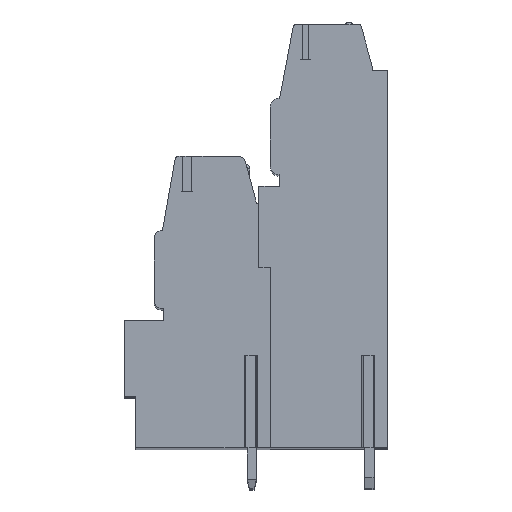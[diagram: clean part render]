
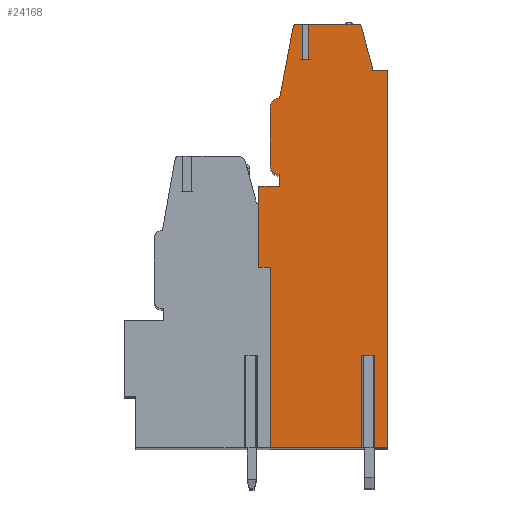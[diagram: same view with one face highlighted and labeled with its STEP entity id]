
A CAD part, top view. The second image highlights one B-rep face of the part: STEP entity #24168.
In plain terms, the highlighted planar face has unit normal (0, 0, 1).
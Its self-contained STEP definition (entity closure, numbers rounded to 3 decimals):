
#13=DIRECTION('',(0.,1.,0.));
#14=VECTOR('',#13,15.6);
#15=CARTESIAN_POINT('',(1.,-19.1,83.82));
#16=LINE('',#15,#14);
#17=DIRECTION('',(1.,0.,0.));
#18=VECTOR('',#17,1.);
#19=CARTESIAN_POINT('',(0.,-3.5,83.82));
#20=LINE('',#19,#18);
#21=DIRECTION('',(-1.,0.,0.));
#22=VECTOR('',#21,1.8);
#23=CARTESIAN_POINT('',(1.8,3.5,83.82));
#24=LINE('',#23,#22);
#25=DIRECTION('',(0.,-1.,0.));
#26=VECTOR('',#25,1.);
#27=CARTESIAN_POINT('',(1.8,4.5,83.82));
#28=LINE('',#27,#26);
#29=CARTESIAN_POINT('',(1.8,5.3,83.82));
#30=DIRECTION('',(0.,0.,1.));
#31=DIRECTION('',(-1.,0.,0.));
#32=AXIS2_PLACEMENT_3D('',#29,#30,#31);
#34=DIRECTION('',(0.,-1.,0.));
#35=VECTOR('',#34,5.);
#36=CARTESIAN_POINT('',(1.,10.3,83.82));
#37=LINE('',#36,#35);
#38=CARTESIAN_POINT('',(1.8,10.3,83.82));
#39=DIRECTION('',(0.,0.,1.));
#40=DIRECTION('',(0.,1.,0.));
#41=AXIS2_PLACEMENT_3D('',#38,#39,#40);
#43=DIRECTION('',(-0.186,-0.983,0.));
#44=VECTOR('',#43,6.265);
#45=CARTESIAN_POINT('',(2.964,17.256,83.82));
#46=LINE('',#45,#44);
#47=CARTESIAN_POINT('',(3.259,17.2,83.82));
#48=DIRECTION('',(0.,0.,1.));
#49=DIRECTION('',(0.,1.,0.));
#50=AXIS2_PLACEMENT_3D('',#47,#48,#49);
#52=DIRECTION('',(-1.,0.,0.));
#53=VECTOR('',#52,0.551);
#54=CARTESIAN_POINT('',(3.81,17.5,83.82));
#55=LINE('',#54,#53);
#56=DIRECTION('',(0.,-1.,0.));
#57=VECTOR('',#56,3.05);
#58=CARTESIAN_POINT('',(3.81,17.5,83.82));
#59=LINE('',#58,#57);
#60=DIRECTION('',(1.,0.,0.));
#61=VECTOR('',#60,0.5);
#62=CARTESIAN_POINT('',(3.81,14.45,83.82));
#63=LINE('',#62,#61);
#64=DIRECTION('',(0.,-1.,0.));
#65=VECTOR('',#64,3.05);
#66=CARTESIAN_POINT('',(4.31,17.5,83.82));
#67=LINE('',#66,#65);
#68=DIRECTION('',(-1.,0.,0.));
#69=VECTOR('',#68,4.27);
#70=CARTESIAN_POINT('',(8.58,17.5,83.82));
#71=LINE('',#70,#69);
#72=CARTESIAN_POINT('',(8.58,17.2,83.82));
#73=DIRECTION('',(0.,0.,1.));
#74=DIRECTION('',(0.965,0.261,0.));
#75=AXIS2_PLACEMENT_3D('',#72,#73,#74);
#77=DIRECTION('',(-0.261,0.965,0.));
#78=VECTOR('',#77,3.539);
#79=CARTESIAN_POINT('',(9.792,13.861,83.82));
#80=LINE('',#79,#78);
#81=DIRECTION('',(-0.035,0.999,0.));
#82=VECTOR('',#81,0.361);
#83=CARTESIAN_POINT('',(9.805,13.5,83.82));
#84=LINE('',#83,#82);
#85=DIRECTION('',(-1.,0.,0.));
#86=VECTOR('',#85,1.355);
#87=CARTESIAN_POINT('',(11.16,13.5,83.82));
#88=LINE('',#87,#86);
#89=DIRECTION('',(0.,1.,0.));
#90=VECTOR('',#89,32.6);
#91=CARTESIAN_POINT('',(11.16,-19.1,83.82));
#92=LINE('',#91,#90);
#93=DIRECTION('',(1.,0.,0.));
#94=VECTOR('',#93,1.39);
#95=CARTESIAN_POINT('',(9.77,-19.1,83.82));
#96=LINE('',#95,#94);
#97=DIRECTION('',(0.,1.,0.));
#98=VECTOR('',#97,8.);
#99=CARTESIAN_POINT('',(9.77,-19.1,83.82));
#100=LINE('',#99,#98);
#101=DIRECTION('',(-1.,0.,0.));
#102=VECTOR('',#101,0.62);
#103=CARTESIAN_POINT('',(9.77,-11.1,83.82));
#104=LINE('',#103,#102);
#105=DIRECTION('',(0.,1.,0.));
#106=VECTOR('',#105,8.);
#107=CARTESIAN_POINT('',(9.15,-19.1,83.82));
#108=LINE('',#107,#106);
#109=DIRECTION('',(1.,0.,0.));
#110=VECTOR('',#109,8.15);
#111=CARTESIAN_POINT('',(1.,-19.1,83.82));
#112=LINE('',#111,#110);
#281=DIRECTION('',(0.,-1.,0.));
#282=VECTOR('',#281,7.);
#283=CARTESIAN_POINT('',(0.,3.5,83.82));
#284=LINE('',#283,#282);
#18982=CARTESIAN_POINT('',(11.16,-19.1,83.82));
#18983=CARTESIAN_POINT('',(11.16,13.5,83.82));
#18984=VERTEX_POINT('',#18982);
#18985=VERTEX_POINT('',#18983);
#18986=CARTESIAN_POINT('',(9.805,13.5,83.82));
#18987=VERTEX_POINT('',#18986);
#18988=CARTESIAN_POINT('',(9.792,13.861,83.82));
#18989=VERTEX_POINT('',#18988);
#18990=CARTESIAN_POINT('',(8.87,17.278,83.82));
#18991=VERTEX_POINT('',#18990);
#18992=CARTESIAN_POINT('',(8.58,17.5,83.82));
#18993=VERTEX_POINT('',#18992);
#18994=CARTESIAN_POINT('',(3.259,17.5,83.82));
#18995=CARTESIAN_POINT('',(2.964,17.256,83.82));
#18996=VERTEX_POINT('',#18994);
#18997=VERTEX_POINT('',#18995);
#18998=CARTESIAN_POINT('',(1.8,11.1,83.82));
#18999=VERTEX_POINT('',#18998);
#19000=CARTESIAN_POINT('',(1.,10.3,83.82));
#19001=VERTEX_POINT('',#19000);
#19002=CARTESIAN_POINT('',(1.,5.3,83.82));
#19003=VERTEX_POINT('',#19002);
#19004=CARTESIAN_POINT('',(1.8,4.5,83.82));
#19005=VERTEX_POINT('',#19004);
#19006=CARTESIAN_POINT('',(1.8,3.5,83.82));
#19007=VERTEX_POINT('',#19006);
#19008=CARTESIAN_POINT('',(0.,3.5,83.82));
#19009=VERTEX_POINT('',#19008);
#19094=CARTESIAN_POINT('',(9.77,-11.1,83.82));
#19095=CARTESIAN_POINT('',(9.15,-11.1,83.82));
#19096=VERTEX_POINT('',#19094);
#19097=VERTEX_POINT('',#19095);
#19098=CARTESIAN_POINT('',(9.77,-19.1,83.82));
#19099=VERTEX_POINT('',#19098);
#19100=CARTESIAN_POINT('',(9.15,-19.1,83.82));
#19101=VERTEX_POINT('',#19100);
#19102=CARTESIAN_POINT('',(1.,-19.1,83.82));
#19103=VERTEX_POINT('',#19102);
#19140=CARTESIAN_POINT('',(3.81,14.45,83.82));
#19141=CARTESIAN_POINT('',(4.31,14.45,83.82));
#19142=VERTEX_POINT('',#19140);
#19143=VERTEX_POINT('',#19141);
#19144=CARTESIAN_POINT('',(3.81,17.5,83.82));
#19145=VERTEX_POINT('',#19144);
#19150=CARTESIAN_POINT('',(4.31,17.5,83.82));
#19151=VERTEX_POINT('',#19150);
#23739=CARTESIAN_POINT('',(1.,-3.5,83.82));
#23740=VERTEX_POINT('',#23739);
#23741=CARTESIAN_POINT('',(0.,-3.5,83.82));
#23742=VERTEX_POINT('',#23741);
#24111=CARTESIAN_POINT('',(0.,0.,83.82));
#24112=DIRECTION('',(0.,0.,1.));
#24113=DIRECTION('',(1.,0.,0.));
#24114=AXIS2_PLACEMENT_3D('',#24111,#24112,#24113);
#24115=PLANE('',#24114);
#24117=ORIENTED_EDGE('',*,*,#24116,.T.);
#24119=ORIENTED_EDGE('',*,*,#24118,.F.);
#24121=ORIENTED_EDGE('',*,*,#24120,.F.);
#24123=ORIENTED_EDGE('',*,*,#24122,.F.);
#24125=ORIENTED_EDGE('',*,*,#24124,.F.);
#24127=ORIENTED_EDGE('',*,*,#24126,.F.);
#24129=ORIENTED_EDGE('',*,*,#24128,.F.);
#24131=ORIENTED_EDGE('',*,*,#24130,.F.);
#24133=ORIENTED_EDGE('',*,*,#24132,.F.);
#24135=ORIENTED_EDGE('',*,*,#24134,.F.);
#24137=ORIENTED_EDGE('',*,*,#24136,.F.);
#24139=ORIENTED_EDGE('',*,*,#24138,.T.);
#24141=ORIENTED_EDGE('',*,*,#24140,.T.);
#24143=ORIENTED_EDGE('',*,*,#24142,.F.);
#24145=ORIENTED_EDGE('',*,*,#24144,.F.);
#24147=ORIENTED_EDGE('',*,*,#24146,.F.);
#24149=ORIENTED_EDGE('',*,*,#24148,.F.);
#24151=ORIENTED_EDGE('',*,*,#24150,.F.);
#24153=ORIENTED_EDGE('',*,*,#24152,.F.);
#24155=ORIENTED_EDGE('',*,*,#24154,.F.);
#24157=ORIENTED_EDGE('',*,*,#24156,.F.);
#24159=ORIENTED_EDGE('',*,*,#24158,.T.);
#24161=ORIENTED_EDGE('',*,*,#24160,.T.);
#24163=ORIENTED_EDGE('',*,*,#24162,.F.);
#24165=ORIENTED_EDGE('',*,*,#24164,.F.);
#24166=EDGE_LOOP('',(#24117,#24119,#24121,#24123,#24125,#24127,#24129,#24131,
#24133,#24135,#24137,#24139,#24141,#24143,#24145,#24147,#24149,#24151,#24153,
#24155,#24157,#24159,#24161,#24163,#24165));
#24167=FACE_OUTER_BOUND('',#24166,.F.);
#33=CIRCLE('',#32,0.8);
#42=CIRCLE('',#41,0.8);
#51=CIRCLE('',#50,0.3);
#76=CIRCLE('',#75,0.3);
#24116=EDGE_CURVE('',#19103,#23740,#16,.T.);
#24118=EDGE_CURVE('',#23742,#23740,#20,.T.);
#24120=EDGE_CURVE('',#19009,#23742,#284,.T.);
#24122=EDGE_CURVE('',#19007,#19009,#24,.T.);
#24124=EDGE_CURVE('',#19005,#19007,#28,.T.);
#24126=EDGE_CURVE('',#19003,#19005,#33,.T.);
#24128=EDGE_CURVE('',#19001,#19003,#37,.T.);
#24130=EDGE_CURVE('',#18999,#19001,#42,.T.);
#24132=EDGE_CURVE('',#18997,#18999,#46,.T.);
#24134=EDGE_CURVE('',#18996,#18997,#51,.T.);
#24136=EDGE_CURVE('',#19145,#18996,#55,.T.);
#24138=EDGE_CURVE('',#19145,#19142,#59,.T.);
#24140=EDGE_CURVE('',#19142,#19143,#63,.T.);
#24142=EDGE_CURVE('',#19151,#19143,#67,.T.);
#24144=EDGE_CURVE('',#18993,#19151,#71,.T.);
#24146=EDGE_CURVE('',#18991,#18993,#76,.T.);
#24148=EDGE_CURVE('',#18989,#18991,#80,.T.);
#24150=EDGE_CURVE('',#18987,#18989,#84,.T.);
#24152=EDGE_CURVE('',#18985,#18987,#88,.T.);
#24154=EDGE_CURVE('',#18984,#18985,#92,.T.);
#24156=EDGE_CURVE('',#19099,#18984,#96,.T.);
#24158=EDGE_CURVE('',#19099,#19096,#100,.T.);
#24160=EDGE_CURVE('',#19096,#19097,#104,.T.);
#24162=EDGE_CURVE('',#19101,#19097,#108,.T.);
#24164=EDGE_CURVE('',#19103,#19101,#112,.T.);
#24168=ADVANCED_FACE('',(#24167),#24115,.T.);
